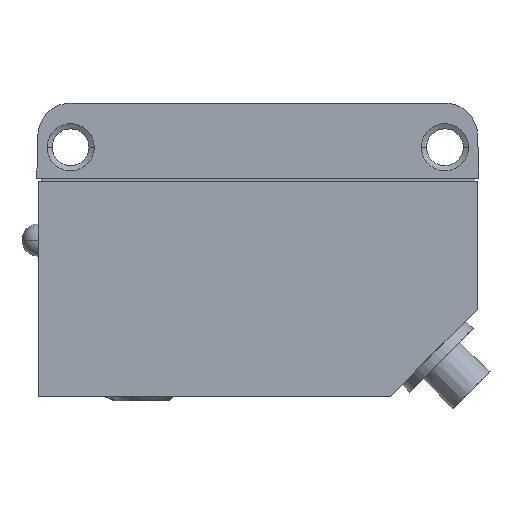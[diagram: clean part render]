
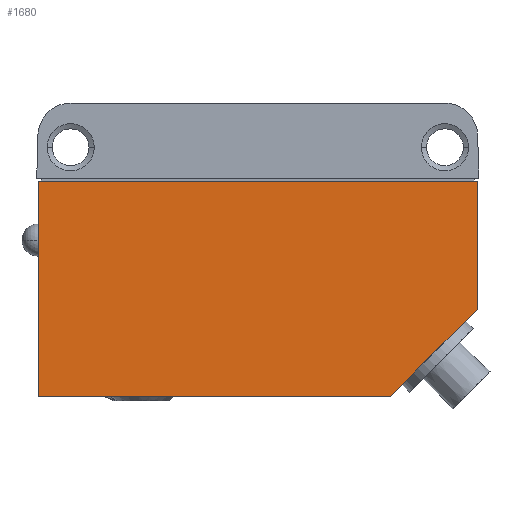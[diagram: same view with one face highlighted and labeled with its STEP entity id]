
A CAD part, left-side view. The second image highlights one B-rep face of the part: STEP entity #1680.
In plain terms, the highlighted planar face has unit normal (-1, 0, 0).
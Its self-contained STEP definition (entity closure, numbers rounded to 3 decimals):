
#1210=CARTESIAN_POINT('',(-5.3,-15.288,-5.112));
#1220=DIRECTION('',(1.,0.,0.));
#1230=DIRECTION('',(0.,-1.,0.));
#1240=AXIS2_PLACEMENT_3D('',#1210,#1220,#1230);
#1250=PLANE('',#1240);
#1260=CARTESIAN_POINT('',(-5.3,0.,-5.4));
#1270=DIRECTION('',(0.,1.,0.));
#1280=VECTOR('',#1270,1.);
#1290=LINE('',#1260,#1280);
#1300=CARTESIAN_POINT('',(-5.3,-14.9,-5.4));
#1310=VERTEX_POINT('',#1300);
#1320=CARTESIAN_POINT('',(-5.3,14.9,-5.4));
#1330=VERTEX_POINT('',#1320);
#1340=EDGE_CURVE('',#1310,#1330,#1290,.T.);
#1350=ORIENTED_EDGE('',*,*,#1340,.T.);
#1360=CARTESIAN_POINT('',(-5.3,-14.9,0.));
#1370=DIRECTION('',(-0.,-0.,1.));
#1380=VECTOR('',#1370,1.);
#1390=LINE('',#1360,#1380);
#1400=CARTESIAN_POINT('',(-5.3,-14.9,-14.1));
#1410=VERTEX_POINT('',#1400);
#1420=EDGE_CURVE('',#1410,#1310,#1390,.T.);
#1430=ORIENTED_EDGE('',*,*,#1420,.T.);
#1440=CARTESIAN_POINT('',(-5.3,0.,-29.));
#1450=DIRECTION('',(0.,-0.707,0.707));
#1460=VECTOR('',#1450,1.);
#1470=LINE('',#1440,#1460);
#1480=CARTESIAN_POINT('',(-5.3,-9.,-20.));
#1490=VERTEX_POINT('',#1480);
#1500=EDGE_CURVE('',#1490,#1410,#1470,.T.);
#1510=ORIENTED_EDGE('',*,*,#1500,.T.);
#1520=CARTESIAN_POINT('',(-5.3,0.,-20.));
#1530=DIRECTION('',(0.,-1.,-0.));
#1540=VECTOR('',#1530,1.);
#1550=LINE('',#1520,#1540);
#1560=CARTESIAN_POINT('',(-5.3,14.9,-20.));
#1570=VERTEX_POINT('',#1560);
#1580=EDGE_CURVE('',#1570,#1490,#1550,.T.);
#1590=ORIENTED_EDGE('',*,*,#1580,.T.);
#1600=CARTESIAN_POINT('',(-5.3,14.9,0.));
#1610=DIRECTION('',(0.,-0.,1.));
#1620=VECTOR('',#1610,1.);
#1630=LINE('',#1600,#1620);
#1640=EDGE_CURVE('',#1570,#1330,#1630,.T.);
#1650=ORIENTED_EDGE('',*,*,#1640,.F.);
#1660=EDGE_LOOP('',(#1650,#1590,#1510,#1430,#1350));
#1670=FACE_OUTER_BOUND('',#1660,.T.);
#1680=ADVANCED_FACE('',(#1670),#1250,.F.);
